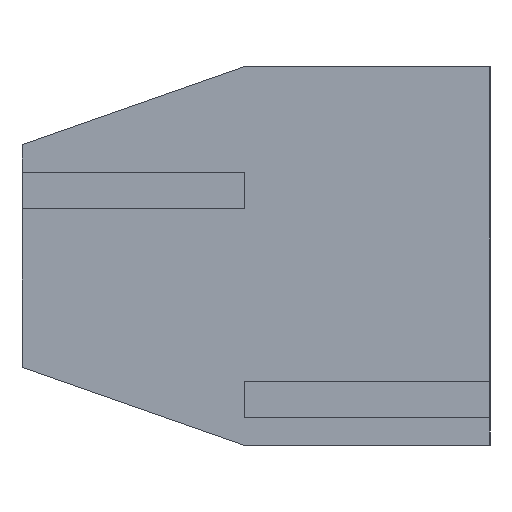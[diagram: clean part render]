
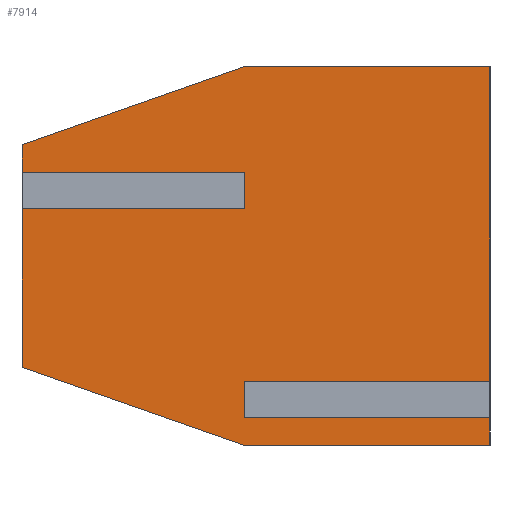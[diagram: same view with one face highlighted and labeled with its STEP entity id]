
A CAD part, left-side view. The second image highlights one B-rep face of the part: STEP entity #7914.
In plain terms, the highlighted planar face has unit normal (-1, 0, 0).
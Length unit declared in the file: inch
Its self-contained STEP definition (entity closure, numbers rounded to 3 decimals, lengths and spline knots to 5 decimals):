
#30 = VERTEX_POINT ( 'NONE', #2134 ) ;
#46 = LINE ( 'NONE', #5779, #3525 ) ;
#120 = VECTOR ( 'NONE', #5699, 39.37008 ) ;
#199 = EDGE_CURVE ( 'NONE', #1820, #5338, #46, .T. ) ;
#309 = DIRECTION ( 'NONE',  ( 0., 0., 1. ) ) ;
#338 = CARTESIAN_POINT ( 'NONE',  ( -0.27559, 0.16535, 0. ) ) ;
#346 = LINE ( 'NONE', #7069, #5642 ) ;
#381 = VECTOR ( 'NONE', #1436, 39.37008 ) ;
#457 = EDGE_CURVE ( 'NONE', #7182, #5405, #3097, .T. ) ;
#551 = CARTESIAN_POINT ( 'NONE',  ( -0.27559, 0., -0.08858 ) ) ;
#568 = LINE ( 'NONE', #6722, #7416 ) ;
#731 = CARTESIAN_POINT ( 'NONE',  ( -0.27559, 0.33071, -0.07874 ) ) ;
#1077 = PLANE ( 'NONE',  #7987 ) ;
#1336 = ORIENTED_EDGE ( 'NONE', *, *, #7272, .T. ) ;
#1406 = EDGE_CURVE ( 'NONE', #5556, #5268, #5782, .T. ) ;
#1436 = DIRECTION ( 'NONE',  ( 0., 1., 0. ) ) ;
#1486 = CARTESIAN_POINT ( 'NONE',  ( -0.27559, 0.17323, 0.01673 ) ) ;
#1518 = VERTEX_POINT ( 'NONE', #3382 ) ;
#1563 = DIRECTION ( 'NONE',  ( 0., 1., 0. ) ) ;
#1573 = LINE ( 'NONE', #8357, #381 ) ;
#1730 = VERTEX_POINT ( 'NONE', #6472 ) ;
#1757 = CARTESIAN_POINT ( 'NONE',  ( -0.27559, 0.33071, 0. ) ) ;
#1765 = ORIENTED_EDGE ( 'NONE', *, *, #1406, .T. ) ;
#1798 = CARTESIAN_POINT ( 'NONE',  ( -0.27559, 0.33071, 0.07874 ) ) ;
#1820 = VERTEX_POINT ( 'NONE', #5042 ) ;
#1822 = DIRECTION ( 'NONE',  ( 0., -1., 0. ) ) ;
#1946 = CARTESIAN_POINT ( 'NONE',  ( -0.27559, 0.17323, 0.05905 ) ) ;
#1987 = CARTESIAN_POINT ( 'NONE',  ( -0.27559, 0.08268, -0.11417 ) ) ;
#2089 = VECTOR ( 'NONE', #1563, 39.37008 ) ;
#2134 = CARTESIAN_POINT ( 'NONE',  ( -0.27559, 0.33071, 0.07874 ) ) ;
#2228 = DIRECTION ( 'NONE',  ( 0., 0., 1. ) ) ;
#2243 = EDGE_CURVE ( 'NONE', #5755, #2648, #4922, .T. ) ;
#2465 = DIRECTION ( 'NONE',  ( 0., -0.944, 0.33 ) ) ;
#2580 = CARTESIAN_POINT ( 'NONE',  ( -0.27559, 0.33071, 0. ) ) ;
#2588 = ORIENTED_EDGE ( 'NONE', *, *, #2243, .T. ) ;
#2648 = VERTEX_POINT ( 'NONE', #551 ) ;
#2768 = ORIENTED_EDGE ( 'NONE', *, *, #3160, .F. ) ;
#2906 = CARTESIAN_POINT ( 'NONE',  ( -0.27559, 0.17323, -0.05709 ) ) ;
#2958 = LINE ( 'NONE', #1486, #3058 ) ;
#2995 = VECTOR ( 'NONE', #8955, 39.37008 ) ;
#3058 = VECTOR ( 'NONE', #3528, 39.37008 ) ;
#3070 = DIRECTION ( 'NONE',  ( 1., 0., 0. ) ) ;
#3097 = LINE ( 'NONE', #6103, #4812 ) ;
#3160 = EDGE_CURVE ( 'NONE', #30, #1518, #5345, .T. ) ;
#3317 = CARTESIAN_POINT ( 'NONE',  ( -0.27559, 0.33071, 0.03346 ) ) ;
#3382 = CARTESIAN_POINT ( 'NONE',  ( -0.27559, 0.17323, 0.13386 ) ) ;
#3525 = VECTOR ( 'NONE', #309, 39.37008 ) ;
#3528 = DIRECTION ( 'NONE',  ( 0., 0., -1. ) ) ;
#3616 = VECTOR ( 'NONE', #2465, 39.37008 ) ;
#3638 = VECTOR ( 'NONE', #7578, 39.37008 ) ;
#3672 = VERTEX_POINT ( 'NONE', #8453 ) ;
#3829 = LINE ( 'NONE', #2906, #120 ) ;
#3852 = VECTOR ( 'NONE', #6920, 39.37008 ) ;
#3856 = LINE ( 'NONE', #1987, #3638 ) ;
#4085 = ORIENTED_EDGE ( 'NONE', *, *, #7003, .F. ) ;
#4127 = CARTESIAN_POINT ( 'NONE',  ( -0.27559, 0.33071, -0.07874 ) ) ;
#4265 = VERTEX_POINT ( 'NONE', #1946 ) ;
#4271 = CARTESIAN_POINT ( 'NONE',  ( -0.27559, 0.17323, -0.08858 ) ) ;
#4434 = EDGE_CURVE ( 'NONE', #3672, #5755, #3829, .T. ) ;
#4453 = DIRECTION ( 'NONE',  ( 0., 0., 1. ) ) ;
#4505 = ORIENTED_EDGE ( 'NONE', *, *, #7887, .F. ) ;
#4692 = DIRECTION ( 'NONE',  ( 0., 0., 1. ) ) ;
#4812 = VECTOR ( 'NONE', #8216, 39.37008 ) ;
#4841 = ORIENTED_EDGE ( 'NONE', *, *, #6224, .T. ) ;
#4905 = ORIENTED_EDGE ( 'NONE', *, *, #457, .T. ) ;
#4922 = LINE ( 'NONE', #6855, #2995 ) ;
#5006 = ORIENTED_EDGE ( 'NONE', *, *, #4434, .T. ) ;
#5042 = CARTESIAN_POINT ( 'NONE',  ( -0.27559, 0., -0.13386 ) ) ;
#5061 = CARTESIAN_POINT ( 'NONE',  ( -0.27559, 0., -0.13386 ) ) ;
#5268 = VERTEX_POINT ( 'NONE', #7104 ) ;
#5338 = VERTEX_POINT ( 'NONE', #7979 ) ;
#5345 = LINE ( 'NONE', #1798, #3616 ) ;
#5405 = VERTEX_POINT ( 'NONE', #3317 ) ;
#5526 = FACE_OUTER_BOUND ( 'NONE', #6347, .T. ) ;
#5556 = VERTEX_POINT ( 'NONE', #731 ) ;
#5590 = ORIENTED_EDGE ( 'NONE', *, *, #6048, .T. ) ;
#5642 = VECTOR ( 'NONE', #2228, 39.37008 ) ;
#5699 = DIRECTION ( 'NONE',  ( 0., 0., 1. ) ) ;
#5755 = VERTEX_POINT ( 'NONE', #4271 ) ;
#5779 = CARTESIAN_POINT ( 'NONE',  ( -0.27559, 0., 0. ) ) ;
#5782 = LINE ( 'NONE', #4127, #3852 ) ;
#6048 = EDGE_CURVE ( 'NONE', #5338, #3672, #3856, .T. ) ;
#6067 = VECTOR ( 'NONE', #4453, 39.37008 ) ;
#6103 = CARTESIAN_POINT ( 'NONE',  ( -0.27559, 0.24803, 0.03346 ) ) ;
#6119 = CARTESIAN_POINT ( 'NONE',  ( -0.27559, 0., 0.13386 ) ) ;
#6224 = EDGE_CURVE ( 'NONE', #6745, #1518, #1573, .T. ) ;
#6258 = ORIENTED_EDGE ( 'NONE', *, *, #199, .T. ) ;
#6273 = VECTOR ( 'NONE', #4692, 39.37008 ) ;
#6347 = EDGE_LOOP ( 'NONE', ( #4905, #4505, #1765, #4085, #6258, #5590, #5006, #2588, #7241, #4841, #2768, #7779, #1336, #6660 ) ) ;
#6472 = CARTESIAN_POINT ( 'NONE',  ( -0.27559, 0.33071, 0.05905 ) ) ;
#6538 = LINE ( 'NONE', #5061, #2089 ) ;
#6660 = ORIENTED_EDGE ( 'NONE', *, *, #7710, .T. ) ;
#6722 = CARTESIAN_POINT ( 'NONE',  ( -0.27559, 0.16929, 0.05905 ) ) ;
#6745 = VERTEX_POINT ( 'NONE', #6119 ) ;
#6855 = CARTESIAN_POINT ( 'NONE',  ( -0.27559, 0.16929, -0.08858 ) ) ;
#6920 = DIRECTION ( 'NONE',  ( 0., -0.944, -0.33 ) ) ;
#7003 = EDGE_CURVE ( 'NONE', #1820, #5268, #6538, .T. ) ;
#7069 = CARTESIAN_POINT ( 'NONE',  ( -0.27559, 0., 0. ) ) ;
#7104 = CARTESIAN_POINT ( 'NONE',  ( -0.27559, 0.17323, -0.13386 ) ) ;
#7182 = VERTEX_POINT ( 'NONE', #8624 ) ;
#7241 = ORIENTED_EDGE ( 'NONE', *, *, #7816, .T. ) ;
#7272 = EDGE_CURVE ( 'NONE', #1730, #4265, #568, .T. ) ;
#7391 = LINE ( 'NONE', #1757, #6067 ) ;
#7416 = VECTOR ( 'NONE', #1822, 39.37008 ) ;
#7578 = DIRECTION ( 'NONE',  ( 0., 1., 0. ) ) ;
#7710 = EDGE_CURVE ( 'NONE', #4265, #7182, #2958, .T. ) ;
#7779 = ORIENTED_EDGE ( 'NONE', *, *, #8109, .F. ) ;
#7816 = EDGE_CURVE ( 'NONE', #2648, #6745, #346, .T. ) ;
#7887 = EDGE_CURVE ( 'NONE', #5556, #5405, #7391, .T. ) ;
#7914 = ADVANCED_FACE ( 'NONE', ( #5526 ), #1077, .F. ) ;
#7979 = CARTESIAN_POINT ( 'NONE',  ( -0.27559, 0., -0.11417 ) ) ;
#7987 = AXIS2_PLACEMENT_3D ( 'NONE', #338, #3070, #8645 ) ;
#8109 = EDGE_CURVE ( 'NONE', #1730, #30, #8363, .T. ) ;
#8216 = DIRECTION ( 'NONE',  ( 0., 1., 0. ) ) ;
#8357 = CARTESIAN_POINT ( 'NONE',  ( -0.27559, 0., 0.13386 ) ) ;
#8363 = LINE ( 'NONE', #2580, #6273 ) ;
#8453 = CARTESIAN_POINT ( 'NONE',  ( -0.27559, 0.17323, -0.11417 ) ) ;
#8624 = CARTESIAN_POINT ( 'NONE',  ( -0.27559, 0.17323, 0.03346 ) ) ;
#8645 = DIRECTION ( 'NONE',  ( 0., 0., -1. ) ) ;
#8955 = DIRECTION ( 'NONE',  ( 0., -1., 0. ) ) ;
